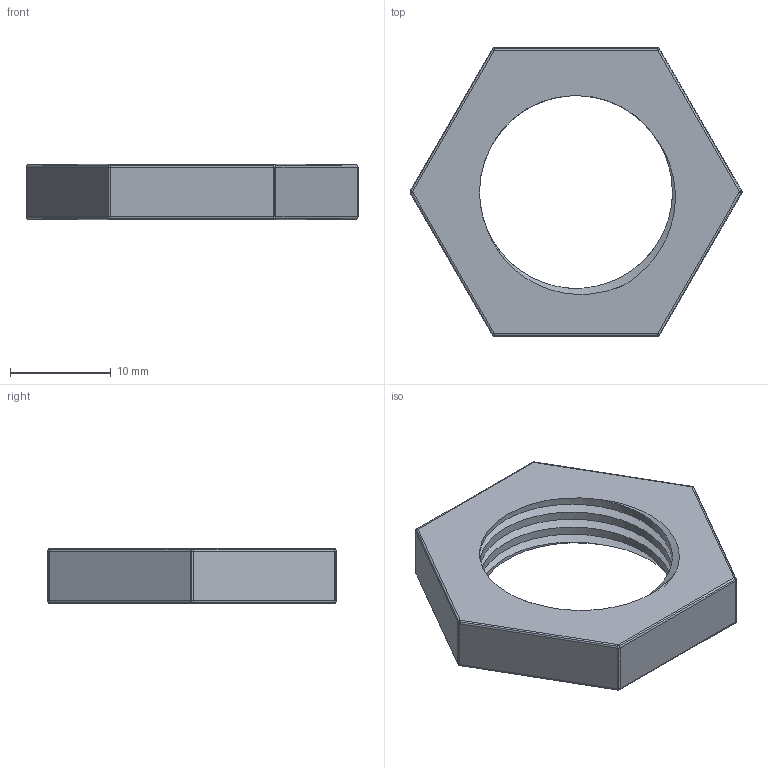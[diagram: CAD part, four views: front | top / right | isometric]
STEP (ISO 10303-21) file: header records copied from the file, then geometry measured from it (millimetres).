
FILE_DESCRIPTION( ( 'Argon' ), 'Build 877' );
FILE_NAME( 'JN12-14NPSM.stp', ' ', ( 'Lee Clore' ), ( 'Onyx Industries' ), 'ACIS Interop', 'Ashlar, Incorporated', 'Argon BY ASHLAR, INCORPORATED' );
FILE_SCHEMA( ( 'automotive_design' ) );
Length unit declared in the file: inch
Products named in the file (1): 1
Bounding box: 32.92 x 28.57 x 5.46 mm (x, y, z)
Volume: 2216.2 mm3; surface area: 1846.6 mm2
Topology: 1 solids, 1 shells, 70 faces, 176 edges, 92 vertices
Faces by surface type: cylinder 44, sphere 16, plane 8, bspline 2
Entity records: 6372 total; most frequent: CARTESIAN_POINT 2939, DIRECTION 359, STYLED_ITEM 323, PRESENTATION_STYLE_ASSIGNMENT 323, COLOUR_RGB 323, ORIENTED_EDGE 320, EDGE_CURVE 160, CURVE_STYLE 160
